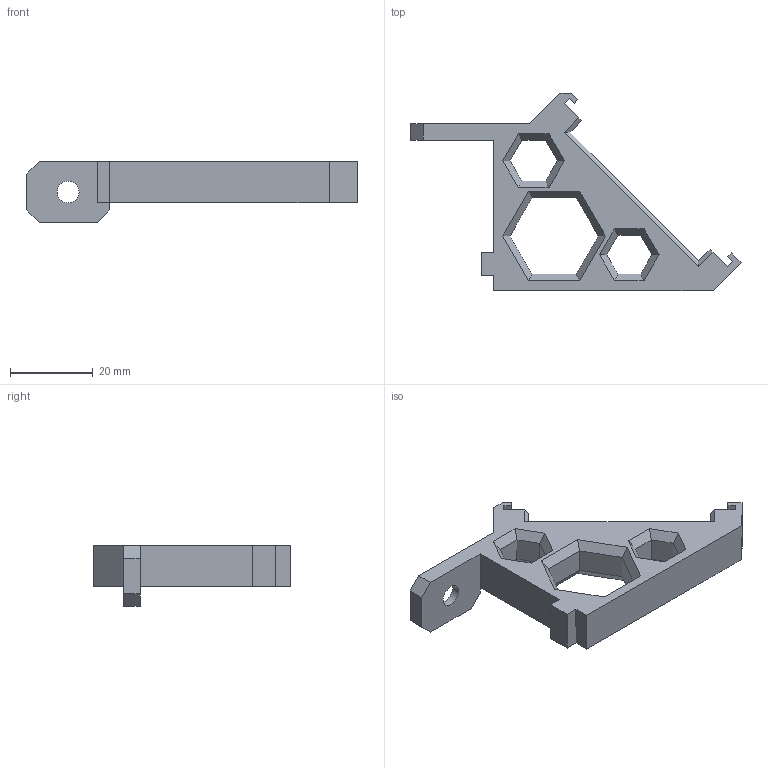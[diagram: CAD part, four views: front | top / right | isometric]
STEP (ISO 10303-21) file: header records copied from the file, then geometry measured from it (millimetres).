
FILE_DESCRIPTION(/* description */ (''),/* implementation_level */ '2;1');
FILE_NAME(/* name */ 'lcd_supportB.stp',/* time_stamp */ '2017-09-24T11:52:29+02:00',/* author */ (''),/* organization */ (''),/* preprocessor_version */ 'ST-DEVELOPER v16.13',/* originating_system */ 'Autodesk Translation Framework v6.1.1.50',/* authorisation */ '');
FILE_SCHEMA (('AUTOMOTIVE_DESIGN { 1 0 10303 214 3 1 1 }'));
Length unit declared in the file: millimetre
Products named in the file (1): lcd_supportB
Bounding box: 80 x 47.88 x 14.7 mm (x, y, z)
Volume: 11624 mm3; surface area: 6151.9 mm2
Topology: 1 solids, 1 shells, 97 faces, 244 edges, 149 vertices
Faces by surface type: plane 95, cylinder 2
Full cylindrical faces by diameter (mm): 5.3 x1
Entity records: 2834 total; most frequent: CARTESIAN_POINT 490, ORIENTED_EDGE 486, DIRECTION 443, EDGE_CURVE 243, LINE 239, VECTOR 239, VERTEX_POINT 149, EDGE_LOOP 106
